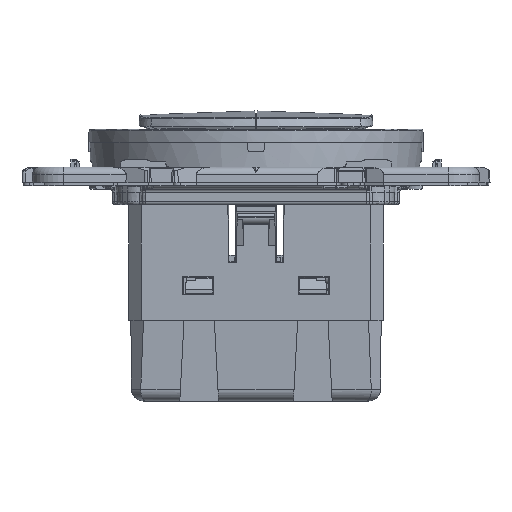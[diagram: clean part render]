
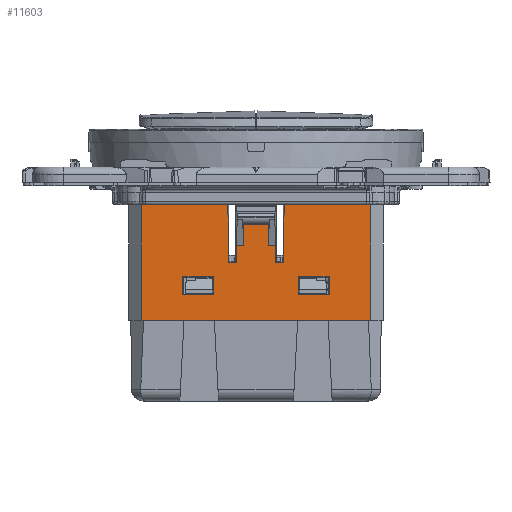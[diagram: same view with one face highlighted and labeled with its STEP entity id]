
A CAD part, front view. The second image highlights one B-rep face of the part: STEP entity #11603.
In plain terms, the highlighted planar face has unit normal (0, -1, 0).
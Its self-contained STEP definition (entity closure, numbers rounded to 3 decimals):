
#10184=AXIS2_PLACEMENT_3D('Plane Axis2P3D',#10181,#10182,#10183) ;
#4809=CARTESIAN_POINT('Vertex',(2.008,-20.15,-9.882)) ;
#4826=CARTESIAN_POINT('Vertex',(2.008,-20.15,-6.649)) ;
#4829=CARTESIAN_POINT('Line Origine',(2.008,-20.15,-7.986)) ;
#4857=CARTESIAN_POINT('Vertex',(-2.008,-20.15,-6.649)) ;
#4860=CARTESIAN_POINT('Line Origine',(0.,-20.15,-6.649)) ;
#4877=CARTESIAN_POINT('Line Origine',(-2.008,-20.15,-7.986)) ;
#4881=CARTESIAN_POINT('Vertex',(-2.008,-20.15,-9.882)) ;
#10155=CARTESIAN_POINT('Line Origine',(-2.563,-20.15,-9.882)) ;
#10159=CARTESIAN_POINT('Vertex',(-3.118,-20.15,-9.882)) ;
#10181=CARTESIAN_POINT('Axis2P3D Location',(-18.17,-20.15,0.)) ;
#10380=CARTESIAN_POINT('Line Origine',(2.563,-20.15,-9.882)) ;
#10384=CARTESIAN_POINT('Vertex',(3.118,-20.15,-9.882)) ;
#11427=CARTESIAN_POINT('Vertex',(18.17,-20.15,0.)) ;
#11430=CARTESIAN_POINT('Line Origine',(18.17,-20.15,-10.885)) ;
#11434=CARTESIAN_POINT('Vertex',(18.17,-20.15,-21.77)) ;
#11449=CARTESIAN_POINT('Line Origine',(0.,-20.15,0.)) ;
#11453=CARTESIAN_POINT('Vertex',(-18.17,-20.15,0.)) ;
#11456=CARTESIAN_POINT('Line Origine',(-18.17,-20.15,-10.885)) ;
#11460=CARTESIAN_POINT('Vertex',(-18.17,-20.15,-21.77)) ;
#11463=CARTESIAN_POINT('Line Origine',(0.,-20.15,-21.77)) ;
#11474=CARTESIAN_POINT('Line Origine',(-3.119,-20.15,-11.256)) ;
#11478=CARTESIAN_POINT('Vertex',(-3.12,-20.15,-12.63)) ;
#11481=CARTESIAN_POINT('Line Origine',(-3.775,-20.15,-12.63)) ;
#11485=CARTESIAN_POINT('Vertex',(-4.43,-20.15,-12.63)) ;
#11488=CARTESIAN_POINT('Line Origine',(-4.434,-20.15,-7.496)) ;
#11492=CARTESIAN_POINT('Vertex',(-4.438,-20.15,-2.362)) ;
#11495=CARTESIAN_POINT('Line Origine',(0.,-20.15,-2.362)) ;
#11499=CARTESIAN_POINT('Vertex',(4.438,-20.15,-2.362)) ;
#11502=CARTESIAN_POINT('Line Origine',(4.434,-20.15,-7.496)) ;
#11506=CARTESIAN_POINT('Vertex',(4.43,-20.15,-12.63)) ;
#11509=CARTESIAN_POINT('Line Origine',(3.775,-20.15,-12.63)) ;
#11513=CARTESIAN_POINT('Vertex',(3.12,-20.15,-12.63)) ;
#11516=CARTESIAN_POINT('Line Origine',(3.119,-20.15,-11.256)) ;
#11535=CARTESIAN_POINT('Line Origine',(-11.586,-20.15,-16.321)) ;
#11539=CARTESIAN_POINT('Vertex',(-11.586,-20.15,-14.885)) ;
#11541=CARTESIAN_POINT('Vertex',(-11.586,-20.15,-17.757)) ;
#11544=CARTESIAN_POINT('Line Origine',(-9.15,-20.15,-14.885)) ;
#11548=CARTESIAN_POINT('Vertex',(-6.714,-20.15,-14.885)) ;
#11551=CARTESIAN_POINT('Line Origine',(-6.714,-20.15,-16.321)) ;
#11555=CARTESIAN_POINT('Vertex',(-6.714,-20.15,-17.757)) ;
#11558=CARTESIAN_POINT('Line Origine',(-9.15,-20.15,-17.757)) ;
#11569=CARTESIAN_POINT('Line Origine',(9.15,-20.15,-17.757)) ;
#11573=CARTESIAN_POINT('Vertex',(6.714,-20.15,-17.757)) ;
#11575=CARTESIAN_POINT('Vertex',(11.586,-20.15,-17.757)) ;
#11578=CARTESIAN_POINT('Line Origine',(6.714,-20.15,-16.321)) ;
#11582=CARTESIAN_POINT('Vertex',(6.714,-20.15,-14.885)) ;
#11585=CARTESIAN_POINT('Line Origine',(9.15,-20.15,-14.885)) ;
#11589=CARTESIAN_POINT('Vertex',(11.586,-20.15,-14.885)) ;
#11592=CARTESIAN_POINT('Line Origine',(11.586,-20.15,-16.321)) ;
#4830=DIRECTION('Vector Direction',(0.,0.,1.)) ;
#4861=DIRECTION('Vector Direction',(-1.,0.,0.)) ;
#4878=DIRECTION('Vector Direction',(0.,0.,1.)) ;
#10156=DIRECTION('Vector Direction',(-1.,0.,0.)) ;
#10182=DIRECTION('Axis2P3D Direction',(-0.,1.,0.)) ;
#10183=DIRECTION('Axis2P3D XDirection',(1.,0.,0.)) ;
#10381=DIRECTION('Vector Direction',(-1.,0.,0.)) ;
#11431=DIRECTION('Vector Direction',(0.,0.,-1.)) ;
#11450=DIRECTION('Vector Direction',(1.,0.,0.)) ;
#11457=DIRECTION('Vector Direction',(0.,0.,-1.)) ;
#11464=DIRECTION('Vector Direction',(1.,0.,0.)) ;
#11475=DIRECTION('Vector Direction',(-0.001,0.,-1.)) ;
#11482=DIRECTION('Vector Direction',(1.,0.,0.)) ;
#11489=DIRECTION('Vector Direction',(-0.001,0.,1.)) ;
#11496=DIRECTION('Vector Direction',(-1.,0.,0.)) ;
#11503=DIRECTION('Vector Direction',(-0.001,0.,-1.)) ;
#11510=DIRECTION('Vector Direction',(1.,0.,0.)) ;
#11517=DIRECTION('Vector Direction',(-0.001,0.,1.)) ;
#11536=DIRECTION('Vector Direction',(0.,0.,-1.)) ;
#11545=DIRECTION('Vector Direction',(1.,0.,0.)) ;
#11552=DIRECTION('Vector Direction',(0.,0.,-1.)) ;
#11559=DIRECTION('Vector Direction',(1.,0.,0.)) ;
#11570=DIRECTION('Vector Direction',(1.,0.,0.)) ;
#11579=DIRECTION('Vector Direction',(0.,0.,-1.)) ;
#11586=DIRECTION('Vector Direction',(1.,0.,0.)) ;
#11593=DIRECTION('Vector Direction',(0.,0.,-1.)) ;
#4831=VECTOR('Line Direction',#4830,1.) ;
#4862=VECTOR('Line Direction',#4861,1.) ;
#4879=VECTOR('Line Direction',#4878,1.) ;
#10157=VECTOR('Line Direction',#10156,1.) ;
#10382=VECTOR('Line Direction',#10381,1.) ;
#11432=VECTOR('Line Direction',#11431,1.) ;
#11451=VECTOR('Line Direction',#11450,1.) ;
#11458=VECTOR('Line Direction',#11457,1.) ;
#11465=VECTOR('Line Direction',#11464,1.) ;
#11476=VECTOR('Line Direction',#11475,1.) ;
#11483=VECTOR('Line Direction',#11482,1.) ;
#11490=VECTOR('Line Direction',#11489,1.) ;
#11497=VECTOR('Line Direction',#11496,1.) ;
#11504=VECTOR('Line Direction',#11503,1.) ;
#11511=VECTOR('Line Direction',#11510,1.) ;
#11518=VECTOR('Line Direction',#11517,1.) ;
#11537=VECTOR('Line Direction',#11536,1.) ;
#11546=VECTOR('Line Direction',#11545,1.) ;
#11553=VECTOR('Line Direction',#11552,1.) ;
#11560=VECTOR('Line Direction',#11559,1.) ;
#11571=VECTOR('Line Direction',#11570,1.) ;
#11580=VECTOR('Line Direction',#11579,1.) ;
#11587=VECTOR('Line Direction',#11586,1.) ;
#11594=VECTOR('Line Direction',#11593,1.) ;
#11469=ORIENTED_EDGE('',*,*,#11436,.F.) ;
#11470=ORIENTED_EDGE('',*,*,#11455,.T.) ;
#11471=ORIENTED_EDGE('',*,*,#11462,.T.) ;
#11472=ORIENTED_EDGE('',*,*,#11467,.F.) ;
#11522=ORIENTED_EDGE('',*,*,#11480,.T.) ;
#11523=ORIENTED_EDGE('',*,*,#11487,.F.) ;
#11524=ORIENTED_EDGE('',*,*,#11494,.T.) ;
#11525=ORIENTED_EDGE('',*,*,#11501,.F.) ;
#11526=ORIENTED_EDGE('',*,*,#11508,.T.) ;
#11527=ORIENTED_EDGE('',*,*,#11515,.F.) ;
#11528=ORIENTED_EDGE('',*,*,#11520,.T.) ;
#11529=ORIENTED_EDGE('',*,*,#10386,.T.) ;
#11530=ORIENTED_EDGE('',*,*,#4833,.T.) ;
#11531=ORIENTED_EDGE('',*,*,#4864,.T.) ;
#11532=ORIENTED_EDGE('',*,*,#4883,.F.) ;
#11533=ORIENTED_EDGE('',*,*,#10161,.T.) ;
#11564=ORIENTED_EDGE('',*,*,#11543,.F.) ;
#11565=ORIENTED_EDGE('',*,*,#11550,.T.) ;
#11566=ORIENTED_EDGE('',*,*,#11557,.T.) ;
#11567=ORIENTED_EDGE('',*,*,#11562,.F.) ;
#11598=ORIENTED_EDGE('',*,*,#11577,.F.) ;
#11599=ORIENTED_EDGE('',*,*,#11584,.F.) ;
#11600=ORIENTED_EDGE('',*,*,#11591,.T.) ;
#11601=ORIENTED_EDGE('',*,*,#11596,.T.) ;
#11534=FACE_BOUND('',#11521,.T.) ;
#11568=FACE_BOUND('',#11563,.T.) ;
#11602=FACE_BOUND('',#11597,.T.) ;
#11603=ADVANCED_FACE('EG02396AA.1\\Corps principal',(#11473,#11534,#11568,#11602),#10185,.F.) ;
#4833=EDGE_CURVE('',#4810,#4827,#4832,.T.) ;
#4864=EDGE_CURVE('',#4827,#4858,#4863,.T.) ;
#4883=EDGE_CURVE('',#4882,#4858,#4880,.T.) ;
#10161=EDGE_CURVE('',#4882,#10160,#10158,.T.) ;
#10386=EDGE_CURVE('',#10385,#4810,#10383,.T.) ;
#11436=EDGE_CURVE('',#11428,#11435,#11433,.T.) ;
#11455=EDGE_CURVE('',#11428,#11454,#11452,.F.) ;
#11462=EDGE_CURVE('',#11454,#11461,#11459,.T.) ;
#11467=EDGE_CURVE('',#11435,#11461,#11466,.F.) ;
#11480=EDGE_CURVE('',#10160,#11479,#11477,.T.) ;
#11487=EDGE_CURVE('',#11486,#11479,#11484,.T.) ;
#11494=EDGE_CURVE('',#11486,#11493,#11491,.T.) ;
#11501=EDGE_CURVE('',#11500,#11493,#11498,.T.) ;
#11508=EDGE_CURVE('',#11500,#11507,#11505,.T.) ;
#11515=EDGE_CURVE('',#11514,#11507,#11512,.T.) ;
#11520=EDGE_CURVE('',#11514,#10385,#11519,.T.) ;
#11543=EDGE_CURVE('',#11540,#11542,#11538,.T.) ;
#11550=EDGE_CURVE('',#11540,#11549,#11547,.T.) ;
#11557=EDGE_CURVE('',#11549,#11556,#11554,.T.) ;
#11562=EDGE_CURVE('',#11542,#11556,#11561,.T.) ;
#11577=EDGE_CURVE('',#11574,#11576,#11572,.T.) ;
#11584=EDGE_CURVE('',#11583,#11574,#11581,.T.) ;
#11591=EDGE_CURVE('',#11583,#11590,#11588,.T.) ;
#11596=EDGE_CURVE('',#11590,#11576,#11595,.T.) ;
#11468=EDGE_LOOP('',(#11469,#11470,#11471,#11472)) ;
#11521=EDGE_LOOP('',(#11522,#11523,#11524,#11525,#11526,#11527,#11528,#11529,#11530,#11531,#11532,#11533)) ;
#11563=EDGE_LOOP('',(#11564,#11565,#11566,#11567)) ;
#11597=EDGE_LOOP('',(#11598,#11599,#11600,#11601)) ;
#11473=FACE_OUTER_BOUND('',#11468,.T.) ;
#4832=LINE('Line',#4829,#4831) ;
#4863=LINE('Line',#4860,#4862) ;
#4880=LINE('Line',#4877,#4879) ;
#10158=LINE('Line',#10155,#10157) ;
#10383=LINE('Line',#10380,#10382) ;
#11433=LINE('Line',#11430,#11432) ;
#11452=LINE('Line',#11449,#11451) ;
#11459=LINE('Line',#11456,#11458) ;
#11466=LINE('Line',#11463,#11465) ;
#11477=LINE('Line',#11474,#11476) ;
#11484=LINE('Line',#11481,#11483) ;
#11491=LINE('Line',#11488,#11490) ;
#11498=LINE('Line',#11495,#11497) ;
#11505=LINE('Line',#11502,#11504) ;
#11512=LINE('Line',#11509,#11511) ;
#11519=LINE('Line',#11516,#11518) ;
#11538=LINE('Line',#11535,#11537) ;
#11547=LINE('Line',#11544,#11546) ;
#11554=LINE('Line',#11551,#11553) ;
#11561=LINE('Line',#11558,#11560) ;
#11572=LINE('Line',#11569,#11571) ;
#11581=LINE('Line',#11578,#11580) ;
#11588=LINE('Line',#11585,#11587) ;
#11595=LINE('Line',#11592,#11594) ;
#10185=PLANE('',#10184) ;
#4810=VERTEX_POINT('',#4809) ;
#4827=VERTEX_POINT('',#4826) ;
#4858=VERTEX_POINT('',#4857) ;
#4882=VERTEX_POINT('',#4881) ;
#10160=VERTEX_POINT('',#10159) ;
#10385=VERTEX_POINT('',#10384) ;
#11428=VERTEX_POINT('',#11427) ;
#11435=VERTEX_POINT('',#11434) ;
#11454=VERTEX_POINT('',#11453) ;
#11461=VERTEX_POINT('',#11460) ;
#11479=VERTEX_POINT('',#11478) ;
#11486=VERTEX_POINT('',#11485) ;
#11493=VERTEX_POINT('',#11492) ;
#11500=VERTEX_POINT('',#11499) ;
#11507=VERTEX_POINT('',#11506) ;
#11514=VERTEX_POINT('',#11513) ;
#11540=VERTEX_POINT('',#11539) ;
#11542=VERTEX_POINT('',#11541) ;
#11549=VERTEX_POINT('',#11548) ;
#11556=VERTEX_POINT('',#11555) ;
#11574=VERTEX_POINT('',#11573) ;
#11576=VERTEX_POINT('',#11575) ;
#11583=VERTEX_POINT('',#11582) ;
#11590=VERTEX_POINT('',#11589) ;
